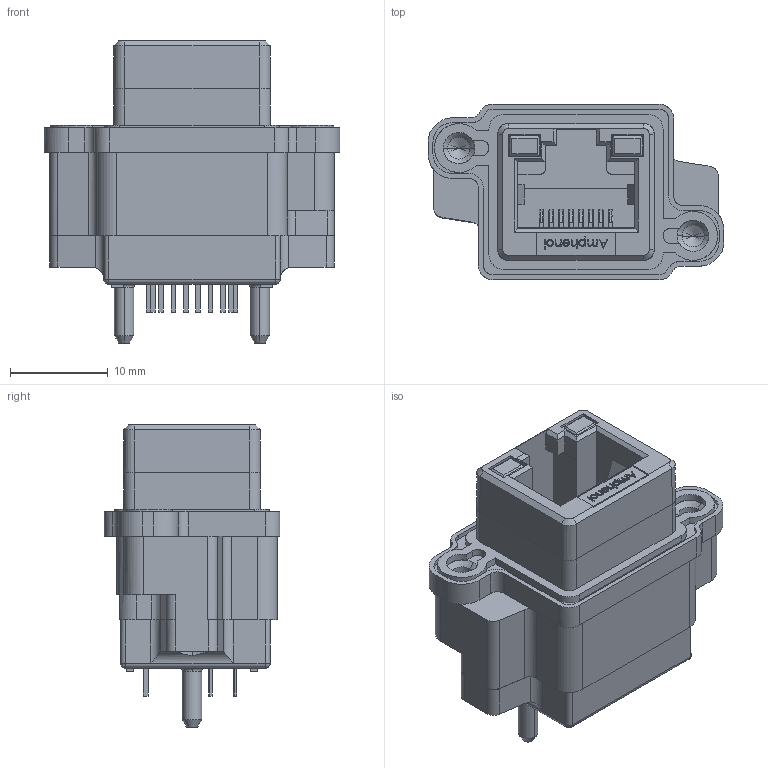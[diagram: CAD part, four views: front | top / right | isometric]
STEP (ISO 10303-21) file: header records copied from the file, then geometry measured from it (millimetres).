
FILE_DESCRIPTION (( 'STEP AP203' ), '1' );
FILE_NAME ('M-MRJR-548X-XF-REVT2.STEP', '2012-12-12T21:30:00', ( '' ), ( '' ), 'SwSTEP 2.0', 'SolidWorks 2012', '' );
FILE_SCHEMA (( 'CONFIG_CONTROL_DESIGN' ));
Length unit declared in the file: millimetre
Products named in the file (1): M-MRJR-548X-XF-REVT2
Bounding box: 30.3 x 18 x 30.96 mm (x, y, z)
Volume: 6636.1 mm3; surface area: 3818.9 mm2
Topology: 1 solids, 1 shells, 681 faces, 1836 edges, 1190 vertices
Faces by surface type: plane 393, cylinder 162, bspline 104, cone 20, sphere 2
Entity records: 26239 total; most frequent: CARTESIAN_POINT 10894, ORIENTED_EDGE 3656, DIRECTION 2411, EDGE_CURVE 1828, VERTEX_POINT 1190, LINE 999, VECTOR 999, EDGE_LOOP 738
